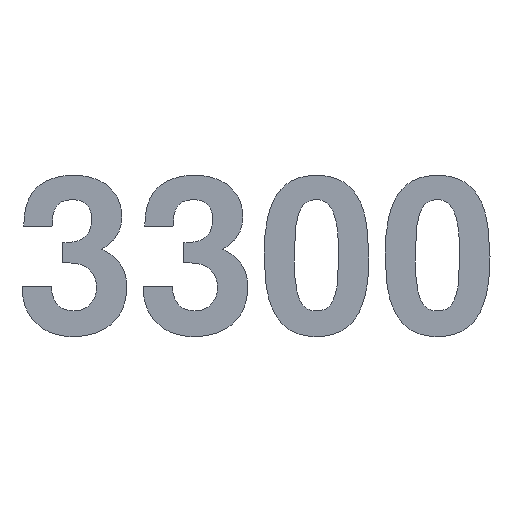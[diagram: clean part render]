
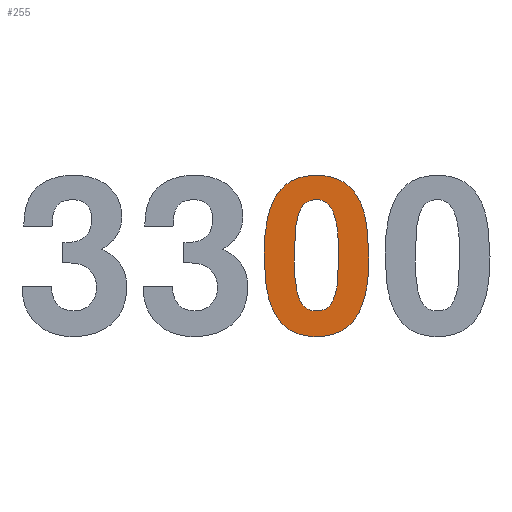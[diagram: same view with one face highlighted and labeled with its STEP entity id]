
A CAD part, top view. The second image highlights one B-rep face of the part: STEP entity #255.
In plain terms, the highlighted planar face has unit normal (0, 0, 1).
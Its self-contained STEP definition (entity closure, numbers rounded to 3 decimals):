
#11=FACE_BOUND('',#20,.T.);
#15=FACE_OUTER_BOUND('',#19,.T.);
#19=EDGE_LOOP('',(#225,#226,#227,#228));
#20=EDGE_LOOP('',(#229,#230,#231,#232));
#49=B_SPLINE_CURVE_WITH_KNOTS('',3,(#458,#459,#460,#461),.UNSPECIFIED.,
 .F.,.F.,(4,4),(0.,1.),.UNSPECIFIED.);
#50=B_SPLINE_CURVE_WITH_KNOTS('',3,(#463,#464,#465,#466),.UNSPECIFIED.,
 .F.,.F.,(4,4),(0.,1.),.UNSPECIFIED.);
#51=B_SPLINE_CURVE_WITH_KNOTS('',3,(#468,#469,#470,#471),.UNSPECIFIED.,
 .F.,.F.,(4,4),(0.,1.),.UNSPECIFIED.);
#52=B_SPLINE_CURVE_WITH_KNOTS('',3,(#472,#473,#474,#475),.UNSPECIFIED.,
 .F.,.F.,(4,4),(0.,1.),.UNSPECIFIED.);
#53=B_SPLINE_CURVE_WITH_KNOTS('',3,(#478,#479,#480,#481),.UNSPECIFIED.,
 .F.,.F.,(4,4),(0.,1.),.UNSPECIFIED.);
#54=B_SPLINE_CURVE_WITH_KNOTS('',3,(#483,#484,#485,#486),.UNSPECIFIED.,
 .F.,.F.,(4,4),(0.,1.),.UNSPECIFIED.);
#55=B_SPLINE_CURVE_WITH_KNOTS('',3,(#488,#489,#490,#491),.UNSPECIFIED.,
 .F.,.F.,(4,4),(0.,1.),.UNSPECIFIED.);
#56=B_SPLINE_CURVE_WITH_KNOTS('',3,(#492,#493,#494,#495),.UNSPECIFIED.,
 .F.,.F.,(4,4),(0.,1.),.UNSPECIFIED.);
#121=VERTEX_POINT('',#456);
#122=VERTEX_POINT('',#457);
#123=VERTEX_POINT('',#462);
#124=VERTEX_POINT('',#467);
#125=VERTEX_POINT('',#476);
#126=VERTEX_POINT('',#477);
#127=VERTEX_POINT('',#482);
#128=VERTEX_POINT('',#487);
#173=EDGE_CURVE('',#121,#122,#49,.T.);
#174=EDGE_CURVE('',#122,#123,#50,.T.);
#175=EDGE_CURVE('',#123,#124,#51,.T.);
#176=EDGE_CURVE('',#124,#121,#52,.T.);
#177=EDGE_CURVE('',#125,#126,#53,.T.);
#178=EDGE_CURVE('',#126,#127,#54,.T.);
#179=EDGE_CURVE('',#127,#128,#55,.T.);
#180=EDGE_CURVE('',#128,#125,#56,.T.);
#225=ORIENTED_EDGE('',*,*,#173,.T.);
#226=ORIENTED_EDGE('',*,*,#174,.T.);
#227=ORIENTED_EDGE('',*,*,#175,.T.);
#228=ORIENTED_EDGE('',*,*,#176,.T.);
#229=ORIENTED_EDGE('',*,*,#177,.T.);
#230=ORIENTED_EDGE('',*,*,#178,.T.);
#231=ORIENTED_EDGE('',*,*,#179,.T.);
#232=ORIENTED_EDGE('',*,*,#180,.T.);
#243=PLANE('',#296);
#255=ADVANCED_FACE('',(#15,#11),#243,.F.);
#296=AXIS2_PLACEMENT_3D('',#455,#346,#347);
#346=DIRECTION('center_axis',(0.,0.,-1.));
#347=DIRECTION('ref_axis',(-1.,0.,0.));
#455=CARTESIAN_POINT('Origin',(0.143,0.008,0.6));
#456=CARTESIAN_POINT('',(0.143,-0.18,0.6));
#457=CARTESIAN_POINT('',(0.265,0.006,0.6));
#458=CARTESIAN_POINT('Ctrl Pts',(0.143,-0.18,0.6));
#459=CARTESIAN_POINT('Ctrl Pts',(0.242,-0.18,0.6));
#460=CARTESIAN_POINT('Ctrl Pts',(0.265,-0.095,0.6));
#461=CARTESIAN_POINT('Ctrl Pts',(0.265,0.006,0.6));
#462=CARTESIAN_POINT('',(0.143,0.197,0.6));
#463=CARTESIAN_POINT('Ctrl Pts',(0.265,0.006,0.6));
#464=CARTESIAN_POINT('Ctrl Pts',(0.265,0.119,0.6));
#465=CARTESIAN_POINT('Ctrl Pts',(0.239,0.197,0.6));
#466=CARTESIAN_POINT('Ctrl Pts',(0.143,0.197,0.6));
#467=CARTESIAN_POINT('',(0.02,0.008,0.6));
#468=CARTESIAN_POINT('Ctrl Pts',(0.143,0.197,0.6));
#469=CARTESIAN_POINT('Ctrl Pts',(0.048,0.197,0.6));
#470=CARTESIAN_POINT('Ctrl Pts',(0.02,0.121,0.6));
#471=CARTESIAN_POINT('Ctrl Pts',(0.02,0.008,0.6));
#472=CARTESIAN_POINT('Ctrl Pts',(0.02,0.008,0.6));
#473=CARTESIAN_POINT('Ctrl Pts',(0.02,-0.097,0.6));
#474=CARTESIAN_POINT('Ctrl Pts',(0.045,-0.18,0.6));
#475=CARTESIAN_POINT('Ctrl Pts',(0.143,-0.18,0.6));
#476=CARTESIAN_POINT('',(0.195,0.007,0.6));
#477=CARTESIAN_POINT('',(0.143,-0.12,0.6));
#478=CARTESIAN_POINT('Ctrl Pts',(0.195,0.007,0.6));
#479=CARTESIAN_POINT('Ctrl Pts',(0.195,-0.099,0.6));
#480=CARTESIAN_POINT('Ctrl Pts',(0.174,-0.12,0.6));
#481=CARTESIAN_POINT('Ctrl Pts',(0.143,-0.12,0.6));
#482=CARTESIAN_POINT('',(0.09,0.008,0.6));
#483=CARTESIAN_POINT('Ctrl Pts',(0.143,-0.12,0.6));
#484=CARTESIAN_POINT('Ctrl Pts',(0.11,-0.12,0.6));
#485=CARTESIAN_POINT('Ctrl Pts',(0.09,-0.098,0.6));
#486=CARTESIAN_POINT('Ctrl Pts',(0.09,0.008,0.6));
#487=CARTESIAN_POINT('',(0.143,0.14,0.6));
#488=CARTESIAN_POINT('Ctrl Pts',(0.09,0.008,0.6));
#489=CARTESIAN_POINT('Ctrl Pts',(0.09,0.11,0.6));
#490=CARTESIAN_POINT('Ctrl Pts',(0.106,0.14,0.6));
#491=CARTESIAN_POINT('Ctrl Pts',(0.143,0.14,0.6));
#492=CARTESIAN_POINT('Ctrl Pts',(0.143,0.14,0.6));
#493=CARTESIAN_POINT('Ctrl Pts',(0.175,0.14,0.6));
#494=CARTESIAN_POINT('Ctrl Pts',(0.195,0.11,0.6));
#495=CARTESIAN_POINT('Ctrl Pts',(0.195,0.007,0.6));
